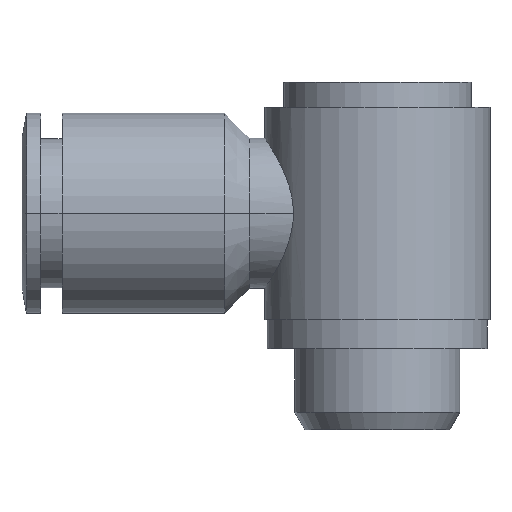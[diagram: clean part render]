
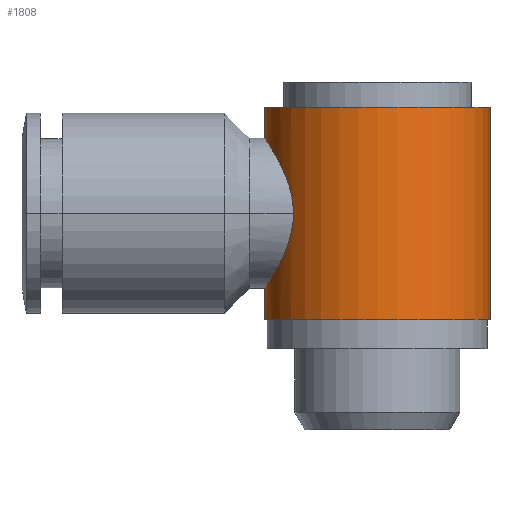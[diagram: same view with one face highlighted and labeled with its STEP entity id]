
A CAD part, left-side view. The second image highlights one B-rep face of the part: STEP entity #1808.
In plain terms, the highlighted cylindrical face has radius 9 mm (diameter 18 mm), a partial arc.
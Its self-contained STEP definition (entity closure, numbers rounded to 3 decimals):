
#123=CARTESIAN_POINT('',(-6.,6.708,0.0));
#124=VERTEX_POINT('',#123);
#131=CARTESIAN_POINT('',(0.,9.0,6.));
#132=VERTEX_POINT('',#131);
#133=CARTESIAN_POINT('',(-6.,6.708,0.0));
#134=CARTESIAN_POINT('',(-6.,6.708,0.789));
#135=CARTESIAN_POINT('',(-5.837,6.862,1.6));
#136=CARTESIAN_POINT('',(-5.219,7.342,3.064));
#137=CARTESIAN_POINT('',(-4.765,7.658,3.721));
#138=CARTESIAN_POINT('',(-3.726,8.213,4.759));
#139=CARTESIAN_POINT('',(-3.068,8.495,5.218));
#140=CARTESIAN_POINT('',(-1.596,8.89,5.839));
#141=CARTESIAN_POINT('',(-0.78,9.0,6.));
#142=CARTESIAN_POINT('',(0.,9.0,6.));
#143=B_SPLINE_CURVE_WITH_KNOTS('',3,(#133,#134,#135,#136,#137,#138,#139,#140,#141,#142),.UNSPECIFIED.,.F.,.U.,(4,2,2,2,4),(0.0,0.237,0.473,0.708,0.942),.UNSPECIFIED.);
#144=EDGE_CURVE('',#124,#132,#143,.T.);
#376=CARTESIAN_POINT('',(0.0,-9.0,-8.5));
#377=VERTEX_POINT('',#376);
#378=CARTESIAN_POINT('',(0.0,-9.0,8.5));
#379=VERTEX_POINT('',#378);
#380=CARTESIAN_POINT('',(0.0,-9.0,-8.5));
#381=DIRECTION('',(0.0,0.0,1.0));
#382=VECTOR('',#381,17.0);
#383=LINE('',#380,#382);
#384=EDGE_CURVE('',#377,#379,#383,.T.);
#386=CARTESIAN_POINT('',(0.,9.0,-8.5));
#387=VERTEX_POINT('',#386);
#395=CARTESIAN_POINT('',(0.,9.0,-6.));
#396=VERTEX_POINT('',#395);
#397=CARTESIAN_POINT('',(0.,9.0,-6.));
#398=DIRECTION('',(0.0,0.0,-1.0));
#399=VECTOR('',#398,2.5);
#400=LINE('',#397,#399);
#401=EDGE_CURVE('',#396,#387,#400,.T.);
#417=CARTESIAN_POINT('',(0.,9.0,8.5));
#418=VERTEX_POINT('',#417);
#419=CARTESIAN_POINT('',(0.,9.0,8.5));
#420=DIRECTION('',(0.0,0.0,-1.0));
#421=VECTOR('',#420,2.5);
#422=LINE('',#419,#421);
#423=EDGE_CURVE('',#418,#132,#422,.T.);
#1770=CARTESIAN_POINT('',(0.0,0.0,0.0));
#1771=DIRECTION('',(0.0,0.0,1.0));
#1772=DIRECTION('',(0.0,-1.0,0.0));
#1773=AXIS2_PLACEMENT_3D('',#1770,#1771,#1772);
#1774=CYLINDRICAL_SURFACE('',#1773,9.0);
#1775=ORIENTED_EDGE('',*,*,#384,.T.);
#1776=CARTESIAN_POINT('',(0.0,0.0,8.5));
#1777=DIRECTION('',(0.0,0.0,1.0));
#1778=DIRECTION('',(0.0,-1.0,0.0));
#1779=AXIS2_PLACEMENT_3D('',#1776,#1777,#1778);
#1780=CIRCLE('',#1779,9.0);
#1781=EDGE_CURVE('',#418,#379,#1780,.T.);
#1782=ORIENTED_EDGE('',*,*,#1781,.F.);
#1783=ORIENTED_EDGE('',*,*,#423,.T.);
#1784=ORIENTED_EDGE('',*,*,#144,.F.);
#1785=CARTESIAN_POINT('',(0.,9.0,-6.));
#1786=CARTESIAN_POINT('',(-0.78,9.0,-6.));
#1787=CARTESIAN_POINT('',(-1.596,8.89,-5.839));
#1788=CARTESIAN_POINT('',(-3.068,8.495,-5.218));
#1789=CARTESIAN_POINT('',(-3.726,8.213,-4.759));
#1790=CARTESIAN_POINT('',(-4.765,7.658,-3.721));
#1791=CARTESIAN_POINT('',(-5.219,7.342,-3.064));
#1792=CARTESIAN_POINT('',(-5.837,6.862,-1.6));
#1793=CARTESIAN_POINT('',(-6.,6.708,-0.789));
#1794=CARTESIAN_POINT('',(-6.,6.708,0.0));
#1795=B_SPLINE_CURVE_WITH_KNOTS('',3,(#1785,#1786,#1787,#1788,#1789,#1790,#1791,#1792,#1793,#1794),.UNSPECIFIED.,.F.,.U.,(4,2,2,2,4),(2.825,3.059,3.293,3.53,3.767),.UNSPECIFIED.);
#1796=EDGE_CURVE('',#396,#124,#1795,.T.);
#1797=ORIENTED_EDGE('',*,*,#1796,.F.);
#1798=ORIENTED_EDGE('',*,*,#401,.T.);
#1799=CARTESIAN_POINT('',(0.0,0.0,-8.5));
#1800=DIRECTION('',(0.0,0.0,1.0));
#1801=DIRECTION('',(0.0,-1.0,0.0));
#1802=AXIS2_PLACEMENT_3D('',#1799,#1800,#1801);
#1803=CIRCLE('',#1802,9.0);
#1804=EDGE_CURVE('',#387,#377,#1803,.T.);
#1805=ORIENTED_EDGE('',*,*,#1804,.T.);
#1806=EDGE_LOOP('',(#1775,#1782,#1783,#1784,#1797,#1798,#1805));
#1807=FACE_OUTER_BOUND('',#1806,.T.);
#1808=ADVANCED_FACE('',(#1807),#1774,.T.);
